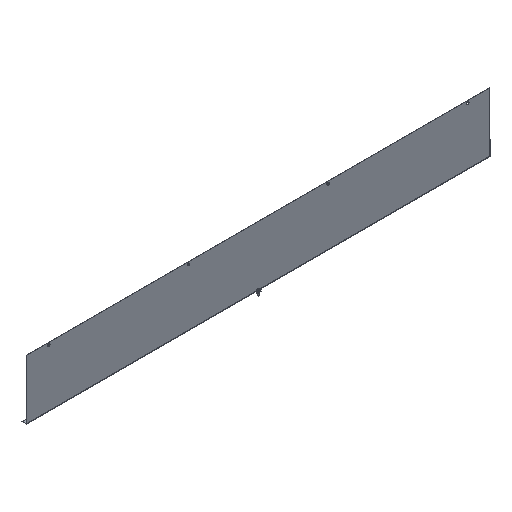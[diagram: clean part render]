
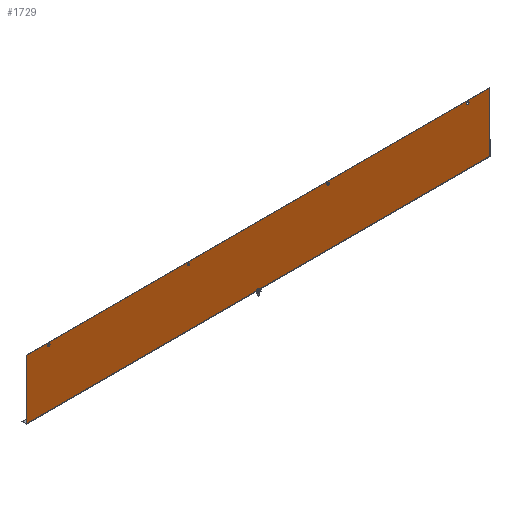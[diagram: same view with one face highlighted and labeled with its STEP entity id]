
A CAD part, isometric view. The second image highlights one B-rep face of the part: STEP entity #1729.
In plain terms, the highlighted planar face has unit normal (0, -1, 0).
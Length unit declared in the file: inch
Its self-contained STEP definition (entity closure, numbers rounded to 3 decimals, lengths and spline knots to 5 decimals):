
#29 = VERTEX_POINT ( 'NONE', #295 ) ;
#51 = ORIENTED_EDGE ( 'NONE', *, *, #353, .T. ) ;
#60 = CARTESIAN_POINT ( 'NONE',  ( -29.8435, 0., 7.718 ) ) ;
#61 = VERTEX_POINT ( 'NONE', #1865 ) ;
#94 = DIRECTION ( 'NONE',  ( 0., 0., -1. ) ) ;
#158 = AXIS2_PLACEMENT_3D ( 'NONE', #784, #1867, #1107 ) ;
#185 = CIRCLE ( 'NONE', #586, 0.1405 ) ;
#217 = ORIENTED_EDGE ( 'NONE', *, *, #524, .F. ) ;
#290 = VERTEX_POINT ( 'NONE', #1557 ) ;
#295 = CARTESIAN_POINT ( 'NONE',  ( 29.8435, 0., 0.072 ) ) ;
#298 = DIRECTION ( 'NONE',  ( 0., 0., 1. ) ) ;
#353 = EDGE_CURVE ( 'NONE', #1095, #29, #1879, .T. ) ;
#371 = FACE_BOUND ( 'NONE', #1916, .T. ) ;
#394 = DIRECTION ( 'NONE',  ( 0., 1., 0. ) ) ;
#401 = DIRECTION ( 'NONE',  ( 0., 0., 1. ) ) ;
#405 = FACE_BOUND ( 'NONE', #508, .T. ) ;
#431 = CARTESIAN_POINT ( 'NONE',  ( 26.9995, 0., 7.43 ) ) ;
#439 = DIRECTION ( 'NONE',  ( 0., 0., -1. ) ) ;
#508 = EDGE_LOOP ( 'NONE', ( #937 ) ) ;
#523 = LINE ( 'NONE', #1005, #1307 ) ;
#524 = EDGE_CURVE ( 'NONE', #1095, #290, #1917, .T. ) ;
#526 = CARTESIAN_POINT ( 'NONE',  ( -29.8435, 0., 0.072 ) ) ;
#542 = PLANE ( 'NONE',  #550 ) ;
#550 = AXIS2_PLACEMENT_3D ( 'NONE', #60, #1125, #1570 ) ;
#559 = ORIENTED_EDGE ( 'NONE', *, *, #1247, .T. ) ;
#586 = AXIS2_PLACEMENT_3D ( 'NONE', #1193, #1055, #439 ) ;
#636 = EDGE_LOOP ( 'NONE', ( #559 ) ) ;
#656 = CIRCLE ( 'NONE', #1294, 0.1405 ) ;
#662 = FACE_OUTER_BOUND ( 'NONE', #1386, .T. ) ;
#674 = FACE_BOUND ( 'NONE', #782, .T. ) ;
#782 = EDGE_LOOP ( 'NONE', ( #1447 ) ) ;
#784 = CARTESIAN_POINT ( 'NONE',  ( -27.0005, 0., 7.43 ) ) ;
#894 = CIRCLE ( 'NONE', #158, 0.1405 ) ;
#910 = VERTEX_POINT ( 'NONE', #1829 ) ;
#929 = EDGE_CURVE ( 'NONE', #1236, #1236, #894, .T. ) ;
#937 = ORIENTED_EDGE ( 'NONE', *, *, #929, .T. ) ;
#942 = CARTESIAN_POINT ( 'NONE',  ( 8.9995, 0., 7.2895 ) ) ;
#1005 = CARTESIAN_POINT ( 'NONE',  ( -29.8435, 0., 7.718 ) ) ;
#1021 = CARTESIAN_POINT ( 'NONE',  ( -29.8435, 0., 0.072 ) ) ;
#1055 = DIRECTION ( 'NONE',  ( 0., 1., 0. ) ) ;
#1065 = AXIS2_PLACEMENT_3D ( 'NONE', #431, #1183, #1626 ) ;
#1095 = VERTEX_POINT ( 'NONE', #526 ) ;
#1107 = DIRECTION ( 'NONE',  ( 0., 0., -1. ) ) ;
#1118 = VECTOR ( 'NONE', #298, 39.37008 ) ;
#1125 = DIRECTION ( 'NONE',  ( 0., -1., 0. ) ) ;
#1126 = VERTEX_POINT ( 'NONE', #1287 ) ;
#1127 = EDGE_CURVE ( 'NONE', #1542, #1542, #656, .T. ) ;
#1183 = DIRECTION ( 'NONE',  ( 0., 1., 0. ) ) ;
#1185 = EDGE_CURVE ( 'NONE', #61, #61, #185, .T. ) ;
#1193 = CARTESIAN_POINT ( 'NONE',  ( -9.0005, 0., 7.43 ) ) ;
#1231 = ORIENTED_EDGE ( 'NONE', *, *, #1127, .T. ) ;
#1236 = VERTEX_POINT ( 'NONE', #1275 ) ;
#1239 = ORIENTED_EDGE ( 'NONE', *, *, #1817, .T. ) ;
#1247 = EDGE_CURVE ( 'NONE', #1126, #1126, #1935, .T. ) ;
#1275 = CARTESIAN_POINT ( 'NONE',  ( -27.0005, 0., 7.2895 ) ) ;
#1284 = FACE_BOUND ( 'NONE', #636, .T. ) ;
#1285 = DIRECTION ( 'NONE',  ( -1., 0., 0. ) ) ;
#1287 = CARTESIAN_POINT ( 'NONE',  ( 26.9995, 0., 7.2895 ) ) ;
#1294 = AXIS2_PLACEMENT_3D ( 'NONE', #1615, #394, #94 ) ;
#1307 = VECTOR ( 'NONE', #1285, 39.37008 ) ;
#1339 = CARTESIAN_POINT ( 'NONE',  ( 29.8435, 0., 7.718 ) ) ;
#1366 = ORIENTED_EDGE ( 'NONE', *, *, #1453, .T. ) ;
#1386 = EDGE_LOOP ( 'NONE', ( #217, #51, #1366, #1239 ) ) ;
#1447 = ORIENTED_EDGE ( 'NONE', *, *, #1185, .T. ) ;
#1453 = EDGE_CURVE ( 'NONE', #29, #910, #1612, .T. ) ;
#1468 = DIRECTION ( 'NONE',  ( 1., 0., 0. ) ) ;
#1542 = VERTEX_POINT ( 'NONE', #942 ) ;
#1557 = CARTESIAN_POINT ( 'NONE',  ( -29.8435, 0., 7.718 ) ) ;
#1570 = DIRECTION ( 'NONE',  ( 0., 0., -1. ) ) ;
#1584 = VECTOR ( 'NONE', #1468, 39.37008 ) ;
#1612 = LINE ( 'NONE', #1339, #1118 ) ;
#1615 = CARTESIAN_POINT ( 'NONE',  ( 8.9995, 0., 7.43 ) ) ;
#1626 = DIRECTION ( 'NONE',  ( 0., 0., -1. ) ) ;
#1729 = ADVANCED_FACE ( 'NONE', ( #662, #674, #371, #1284, #405 ), #542, .T. ) ;
#1746 = CARTESIAN_POINT ( 'NONE',  ( -29.8435, 0., 0. ) ) ;
#1817 = EDGE_CURVE ( 'NONE', #910, #290, #523, .T. ) ;
#1829 = CARTESIAN_POINT ( 'NONE',  ( 29.8435, 0., 7.718 ) ) ;
#1865 = CARTESIAN_POINT ( 'NONE',  ( -9.0005, 0., 7.2895 ) ) ;
#1867 = DIRECTION ( 'NONE',  ( 0., 1., 0. ) ) ;
#1879 = LINE ( 'NONE', #1021, #1584 ) ;
#1916 = EDGE_LOOP ( 'NONE', ( #1231 ) ) ;
#1917 = LINE ( 'NONE', #1746, #1930 ) ;
#1930 = VECTOR ( 'NONE', #401, 39.37008 ) ;
#1935 = CIRCLE ( 'NONE', #1065, 0.1405 ) ;
